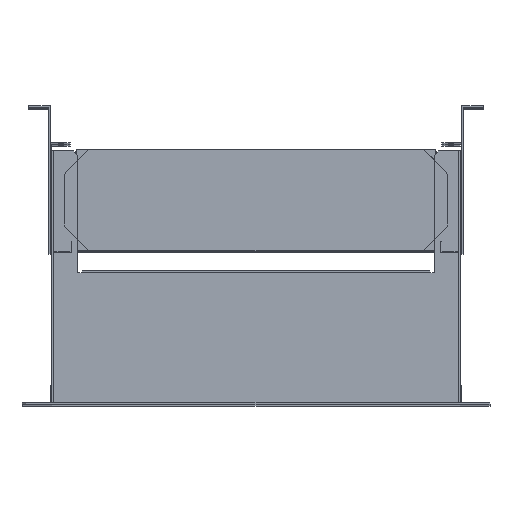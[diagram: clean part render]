
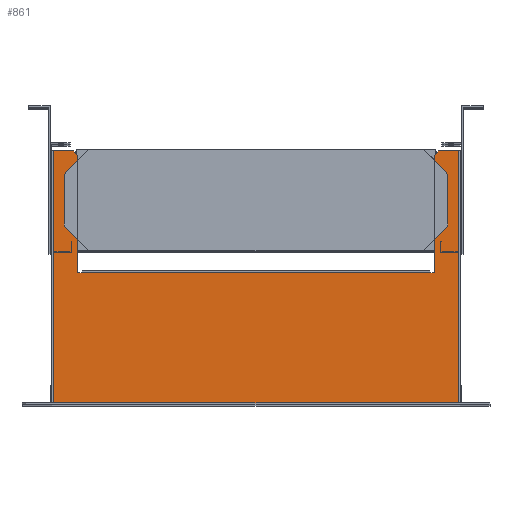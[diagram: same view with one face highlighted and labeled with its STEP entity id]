
A CAD part, top view. The second image highlights one B-rep face of the part: STEP entity #861.
In plain terms, the highlighted planar face has unit normal (0, 0, 1).
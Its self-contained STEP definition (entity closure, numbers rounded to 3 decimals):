
#165=DIRECTION('',(-1.,0.,0.));
#166=VECTOR('',#165,0.079);
#167=CARTESIAN_POINT('',(12.529,-4.534,59.134));
#168=LINE('',#167,#166);
#193=DIRECTION('',(-1.,0.,0.));
#194=VECTOR('',#193,1.063);
#195=CARTESIAN_POINT('',(12.45,8.773,59.134));
#196=LINE('',#195,#194);
#214=DIRECTION('',(0.707,-0.707,0.));
#215=VECTOR('',#214,0.334);
#216=CARTESIAN_POINT('',(-7.983,8.773,59.134));
#217=LINE('',#216,#215);
#221=DIRECTION('',(0.,-1.,0.));
#222=VECTOR('',#221,6.22);
#223=CARTESIAN_POINT('',(-7.747,8.537,59.134));
#224=LINE('',#223,#222);
#228=DIRECTION('',(1.,0.,0.));
#229=VECTOR('',#228,0.236);
#230=CARTESIAN_POINT('',(-7.747,2.317,59.134));
#231=LINE('',#230,#229);
#235=DIRECTION('',(1.,0.,0.));
#236=VECTOR('',#235,0.236);
#237=CARTESIAN_POINT('',(10.915,2.317,59.134));
#238=LINE('',#237,#236);
#242=DIRECTION('',(0.,1.,0.));
#243=VECTOR('',#242,6.22);
#244=CARTESIAN_POINT('',(11.151,2.317,59.134));
#245=LINE('',#244,#243);
#249=DIRECTION('',(0.707,0.707,0.));
#250=VECTOR('',#249,0.334);
#251=CARTESIAN_POINT('',(11.151,8.537,59.134));
#252=LINE('',#251,#250);
#256=DIRECTION('',(0.,-1.,0.));
#257=VECTOR('',#256,13.307);
#258=CARTESIAN_POINT('',(12.45,8.773,59.134));
#259=LINE('',#258,#257);
#263=DIRECTION('',(-1.,0.,0.));
#264=VECTOR('',#263,21.654);
#265=CARTESIAN_POINT('',(12.529,-4.573,59.134));
#266=LINE('',#265,#264);
#277=DIRECTION('',(-1.,0.,0.));
#278=VECTOR('',#277,0.079);
#279=CARTESIAN_POINT('',(-9.046,-4.534,59.134));
#280=LINE('',#279,#278);
#291=DIRECTION('',(0.,-1.,0.));
#292=VECTOR('',#291,13.307);
#293=CARTESIAN_POINT('',(-9.046,8.773,59.134));
#294=LINE('',#293,#292);
#298=DIRECTION('',(-1.,0.,0.));
#299=VECTOR('',#298,1.063);
#300=CARTESIAN_POINT('',(-7.983,8.773,59.134));
#301=LINE('',#300,#299);
#326=DIRECTION('',(0.,-1.,0.));
#327=VECTOR('',#326,0.039);
#328=CARTESIAN_POINT('',(-9.125,-4.534,59.134));
#329=LINE('',#328,#327);
#396=DIRECTION('',(0.,1.,0.));
#397=VECTOR('',#396,0.039);
#398=CARTESIAN_POINT('',(12.529,-4.573,59.134));
#399=LINE('',#398,#397);
#501=DIRECTION('',(0.,1.,0.));
#502=VECTOR('',#501,0.039);
#503=CARTESIAN_POINT('',(10.915,2.317,59.134));
#504=LINE('',#503,#502);
#536=DIRECTION('',(-1.,0.,0.));
#537=VECTOR('',#536,18.425);
#538=CARTESIAN_POINT('',(10.915,2.356,59.134));
#539=LINE('',#538,#537);
#557=DIRECTION('',(0.,-1.,0.));
#558=VECTOR('',#557,0.039);
#559=CARTESIAN_POINT('',(-7.511,2.356,59.134));
#560=LINE('',#559,#558);
#655=CARTESIAN_POINT('',(12.45,-4.534,59.134));
#657=VERTEX_POINT('',#655);
#659=CARTESIAN_POINT('',(12.45,8.773,59.134));
#660=VERTEX_POINT('',#659);
#665=CARTESIAN_POINT('',(12.529,-4.534,59.134));
#666=VERTEX_POINT('',#665);
#669=CARTESIAN_POINT('',(11.387,8.773,59.134));
#670=VERTEX_POINT('',#669);
#675=CARTESIAN_POINT('',(-9.046,-4.534,59.134));
#676=CARTESIAN_POINT('',(-9.125,-4.534,59.134));
#677=VERTEX_POINT('',#675);
#678=VERTEX_POINT('',#676);
#679=CARTESIAN_POINT('',(-9.046,8.773,59.134));
#680=VERTEX_POINT('',#679);
#681=CARTESIAN_POINT('',(-7.983,8.773,59.134));
#682=VERTEX_POINT('',#681);
#683=CARTESIAN_POINT('',(-7.747,8.537,59.134));
#684=VERTEX_POINT('',#683);
#685=CARTESIAN_POINT('',(-7.747,2.317,59.134));
#686=VERTEX_POINT('',#685);
#687=CARTESIAN_POINT('',(-7.511,2.317,59.134));
#688=VERTEX_POINT('',#687);
#689=CARTESIAN_POINT('',(-7.511,2.356,59.134));
#690=VERTEX_POINT('',#689);
#691=CARTESIAN_POINT('',(10.915,2.356,59.134));
#692=VERTEX_POINT('',#691);
#693=CARTESIAN_POINT('',(10.915,2.317,59.134));
#694=VERTEX_POINT('',#693);
#695=CARTESIAN_POINT('',(11.151,2.317,59.134));
#696=VERTEX_POINT('',#695);
#697=CARTESIAN_POINT('',(11.151,8.537,59.134));
#698=VERTEX_POINT('',#697);
#699=CARTESIAN_POINT('',(12.529,-4.573,59.134));
#700=VERTEX_POINT('',#699);
#701=CARTESIAN_POINT('',(-9.125,-4.573,59.134));
#702=VERTEX_POINT('',#701);
#821=CARTESIAN_POINT('',(12.411,-4.534,59.134));
#822=DIRECTION('',(0.,0.,1.));
#823=DIRECTION('',(0.,1.,0.));
#824=AXIS2_PLACEMENT_3D('',#821,#822,#823);
#825=PLANE('',#824);
#827=ORIENTED_EDGE('',*,*,#826,.F.);
#829=ORIENTED_EDGE('',*,*,#828,.F.);
#831=ORIENTED_EDGE('',*,*,#830,.F.);
#833=ORIENTED_EDGE('',*,*,#832,.T.);
#835=ORIENTED_EDGE('',*,*,#834,.T.);
#837=ORIENTED_EDGE('',*,*,#836,.T.);
#839=ORIENTED_EDGE('',*,*,#838,.F.);
#841=ORIENTED_EDGE('',*,*,#840,.F.);
#843=ORIENTED_EDGE('',*,*,#842,.F.);
#845=ORIENTED_EDGE('',*,*,#844,.T.);
#847=ORIENTED_EDGE('',*,*,#846,.T.);
#849=ORIENTED_EDGE('',*,*,#848,.T.);
#850=ORIENTED_EDGE('',*,*,#802,.F.);
#851=ORIENTED_EDGE('',*,*,#758,.T.);
#852=ORIENTED_EDGE('',*,*,#777,.F.);
#854=ORIENTED_EDGE('',*,*,#853,.F.);
#856=ORIENTED_EDGE('',*,*,#855,.T.);
#858=ORIENTED_EDGE('',*,*,#857,.F.);
#859=EDGE_LOOP('',(#827,#829,#831,#833,#835,#837,#839,#841,#843,#845,#847,#849,
#850,#851,#852,#854,#856,#858));
#860=FACE_OUTER_BOUND('',#859,.F.);
#758=EDGE_CURVE('',#660,#657,#259,.T.);
#777=EDGE_CURVE('',#666,#657,#168,.T.);
#802=EDGE_CURVE('',#660,#670,#196,.T.);
#826=EDGE_CURVE('',#677,#678,#280,.T.);
#828=EDGE_CURVE('',#680,#677,#294,.T.);
#830=EDGE_CURVE('',#682,#680,#301,.T.);
#832=EDGE_CURVE('',#682,#684,#217,.T.);
#834=EDGE_CURVE('',#684,#686,#224,.T.);
#836=EDGE_CURVE('',#686,#688,#231,.T.);
#838=EDGE_CURVE('',#690,#688,#560,.T.);
#840=EDGE_CURVE('',#692,#690,#539,.T.);
#842=EDGE_CURVE('',#694,#692,#504,.T.);
#844=EDGE_CURVE('',#694,#696,#238,.T.);
#846=EDGE_CURVE('',#696,#698,#245,.T.);
#848=EDGE_CURVE('',#698,#670,#252,.T.);
#853=EDGE_CURVE('',#700,#666,#399,.T.);
#855=EDGE_CURVE('',#700,#702,#266,.T.);
#857=EDGE_CURVE('',#678,#702,#329,.T.);
#861=ADVANCED_FACE('',(#860),#825,.T.);
